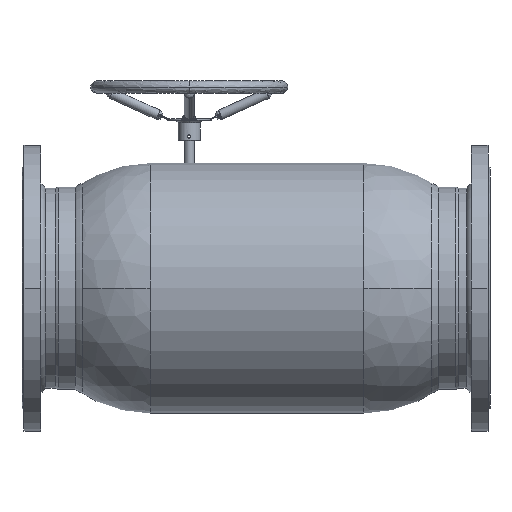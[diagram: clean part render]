
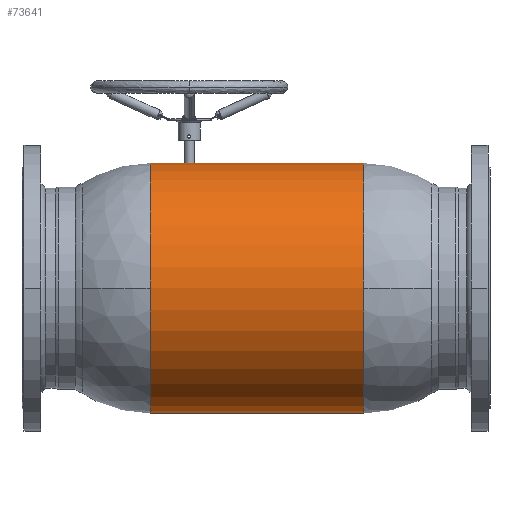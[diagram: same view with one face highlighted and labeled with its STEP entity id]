
A CAD part, front view. The second image highlights one B-rep face of the part: STEP entity #73641.
In plain terms, the highlighted cylindrical face has radius 254 mm (diameter 508 mm), a partial arc.
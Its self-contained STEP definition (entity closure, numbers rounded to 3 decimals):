
#7303 = CYLINDRICAL_SURFACE ( 'NONE', #50202, 254. ) ;
#7304 = FACE_OUTER_BOUND ( 'NONE', #85866, .T. ) ;
#7305 = CARTESIAN_POINT ( 'NONE',  ( -59.65, 0., 0. ) ) ;
#7315 = DIRECTION ( 'NONE',  ( -1., 0., 0. ) ) ;
#7316 = DIRECTION ( 'NONE',  ( 0., 0., 1. ) ) ;
#8230 = ORIENTED_EDGE ( 'NONE', *, *, #41751, .T. ) ;
#8245 = ORIENTED_EDGE ( 'NONE', *, *, #41762, .T. ) ;
#8265 = ORIENTED_EDGE ( 'NONE', *, *, #41838, .F. ) ;
#8303 = ORIENTED_EDGE ( 'NONE', *, *, #41790, .F. ) ;
#8317 = ORIENTED_EDGE ( 'NONE', *, *, #41815, .F. ) ;
#8319 = ORIENTED_EDGE ( 'NONE', *, *, #41839, .T. ) ;
#41751 = EDGE_CURVE ( 'NONE', #86484, #86495, #55082, .T. ) ;
#41762 = EDGE_CURVE ( 'NONE', #86382, #86484, #55084, .T. ) ;
#41790 = EDGE_CURVE ( 'NONE', #86382, #86392, #89908, .T. ) ;
#41815 = EDGE_CURVE ( 'NONE', #86345, #86501, #54539, .T. ) ;
#41838 = EDGE_CURVE ( 'NONE', #86392, #86345, #54364, .T. ) ;
#41839 = EDGE_CURVE ( 'NONE', #86495, #86501, #90311, .T. ) ;
#43458 = CARTESIAN_POINT ( 'NONE',  ( -216.713, -254., 0. ) ) ;
#43522 = CARTESIAN_POINT ( 'NONE',  ( 216.713, 0., -254. ) ) ;
#43538 = CARTESIAN_POINT ( 'NONE',  ( -216.713, 0., -254. ) ) ;
#43689 = CARTESIAN_POINT ( 'NONE',  ( 216.713, -254., 0. ) ) ;
#43704 = CARTESIAN_POINT ( 'NONE',  ( 216.713, 0., 254. ) ) ;
#43715 = CARTESIAN_POINT ( 'NONE',  ( -216.713, 0., 254. ) ) ;
#50202 = AXIS2_PLACEMENT_3D ( 'NONE', #7305, #7315, #7316 ) ;
#54364 = CIRCLE ( 'NONE', #54373, 254. ) ;
#54371 = VECTOR ( 'NONE', #90328, 1000. ) ;
#54373 = AXIS2_PLACEMENT_3D ( 'NONE', #90324, #90326, #90327 ) ;
#54539 = CIRCLE ( 'NONE', #55229, 254. ) ;
#54910 = AXIS2_PLACEMENT_3D ( 'NONE', #89475, #89478, #89481 ) ;
#55041 = VECTOR ( 'NONE', #89918, 1000. ) ;
#55082 = CIRCLE ( 'NONE', #54910, 254. ) ;
#55084 = CIRCLE ( 'NONE', #55137, 254. ) ;
#55137 = AXIS2_PLACEMENT_3D ( 'NONE', #89603, #89606, #89609 ) ;
#55229 = AXIS2_PLACEMENT_3D ( 'NONE', #90146, #90148, #90150 ) ;
#73641 = ADVANCED_FACE ( 'NONE', ( #7304 ), #7303, .T. ) ;
#85866 = EDGE_LOOP ( 'NONE', ( #8303, #8245, #8230, #8319, #8317, #8265 ) ) ;
#86345 = VERTEX_POINT ( 'NONE', #43458 ) ;
#86382 = VERTEX_POINT ( 'NONE', #43522 ) ;
#86392 = VERTEX_POINT ( 'NONE', #43538 ) ;
#86484 = VERTEX_POINT ( 'NONE', #43689 ) ;
#86495 = VERTEX_POINT ( 'NONE', #43704 ) ;
#86501 = VERTEX_POINT ( 'NONE', #43715 ) ;
#89475 = CARTESIAN_POINT ( 'NONE',  ( 216.713, 0., 0. ) ) ;
#89478 = DIRECTION ( 'NONE',  ( -1., 0., 0. ) ) ;
#89481 = DIRECTION ( 'NONE',  ( 0., 0., 1. ) ) ;
#89603 = CARTESIAN_POINT ( 'NONE',  ( 216.713, 0., 0. ) ) ;
#89606 = DIRECTION ( 'NONE',  ( -1., 0., 0. ) ) ;
#89609 = DIRECTION ( 'NONE',  ( 0., 0., 1. ) ) ;
#89867 = CARTESIAN_POINT ( 'NONE',  ( -59.65, 0., -254. ) ) ;
#89908 = LINE ( 'NONE', #89867, #55041 ) ;
#89918 = DIRECTION ( 'NONE',  ( -1., 0., 0. ) ) ;
#90146 = CARTESIAN_POINT ( 'NONE',  ( -216.713, 0., 0. ) ) ;
#90148 = DIRECTION ( 'NONE',  ( -1., 0., 0. ) ) ;
#90150 = DIRECTION ( 'NONE',  ( 0., 0., 1. ) ) ;
#90311 = LINE ( 'NONE', #90314, #54371 ) ;
#90314 = CARTESIAN_POINT ( 'NONE',  ( -59.65, 0., 254. ) ) ;
#90324 = CARTESIAN_POINT ( 'NONE',  ( -216.713, 0., 0. ) ) ;
#90326 = DIRECTION ( 'NONE',  ( -1., 0., 0. ) ) ;
#90327 = DIRECTION ( 'NONE',  ( 0., 0., 1. ) ) ;
#90328 = DIRECTION ( 'NONE',  ( -1., 0., 0. ) ) ;
